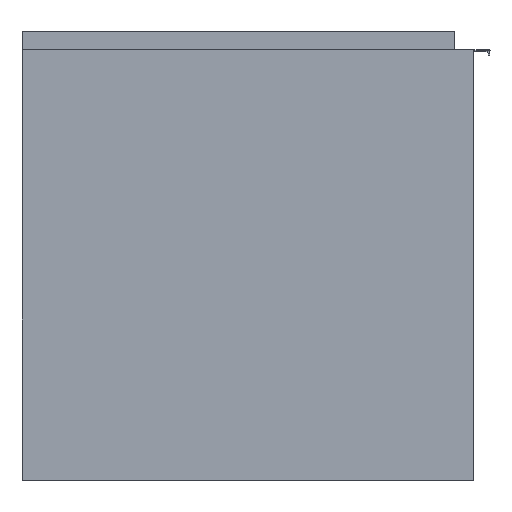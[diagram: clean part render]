
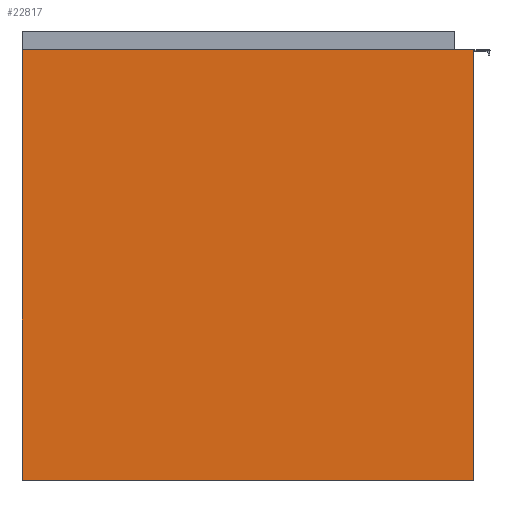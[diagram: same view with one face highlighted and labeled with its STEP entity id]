
A CAD part, left-side view. The second image highlights one B-rep face of the part: STEP entity #22817.
In plain terms, the highlighted planar face has unit normal (-1, 0, 0).
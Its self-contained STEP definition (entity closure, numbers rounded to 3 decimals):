
#2855=FACE_OUTER_BOUND('',#4219,.T.);
#4219=EDGE_LOOP('',(#20380,#20381,#20382,#20383));
#6612=LINE('',#37504,#8954);
#6616=LINE('',#37512,#8958);
#6619=LINE('',#37518,#8961);
#6622=LINE('',#37523,#8964);
#8954=VECTOR('',#30789,431.5);
#8958=VECTOR('',#30795,412.);
#8961=VECTOR('',#30800,431.5);
#8964=VECTOR('',#30805,412.);
#11020=VERTEX_POINT('',#37502);
#11021=VERTEX_POINT('',#37503);
#11024=VERTEX_POINT('',#37511);
#11026=VERTEX_POINT('',#37517);
#14161=EDGE_CURVE('',#11020,#11021,#6612,.T.);
#14165=EDGE_CURVE('',#11024,#11020,#6616,.T.);
#14168=EDGE_CURVE('',#11026,#11024,#6619,.T.);
#14171=EDGE_CURVE('',#11021,#11026,#6622,.T.);
#20380=ORIENTED_EDGE('',*,*,#14171,.F.);
#20381=ORIENTED_EDGE('',*,*,#14161,.F.);
#20382=ORIENTED_EDGE('',*,*,#14165,.F.);
#20383=ORIENTED_EDGE('',*,*,#14168,.F.);
#21681=PLANE('',#24768);
#22817=ADVANCED_FACE('',(#2855),#21681,.F.);
#24768=AXIS2_PLACEMENT_3D('',#37526,#30809,#30810);
#30789=DIRECTION('',(0.,1.,0.));
#30795=DIRECTION('',(0.,0.,-1.));
#30800=DIRECTION('',(0.,-1.,0.));
#30805=DIRECTION('',(0.,0.,1.));
#30809=DIRECTION('center_axis',(1.,0.,0.));
#30810=DIRECTION('ref_axis',(0.,0.,-1.));
#37502=CARTESIAN_POINT('',(0.,-40.,0.));
#37503=CARTESIAN_POINT('',(0.,391.5,0.));
#37504=CARTESIAN_POINT('',(0.,0.,0.));
#37511=CARTESIAN_POINT('',(0.,-40.,412.));
#37512=CARTESIAN_POINT('',(0.,-40.,412.));
#37517=CARTESIAN_POINT('',(0.,391.5,412.));
#37518=CARTESIAN_POINT('',(0.,391.5,412.));
#37523=CARTESIAN_POINT('',(0.,391.5,0.));
#37526=CARTESIAN_POINT('Origin',(0.,195.75,206.));
